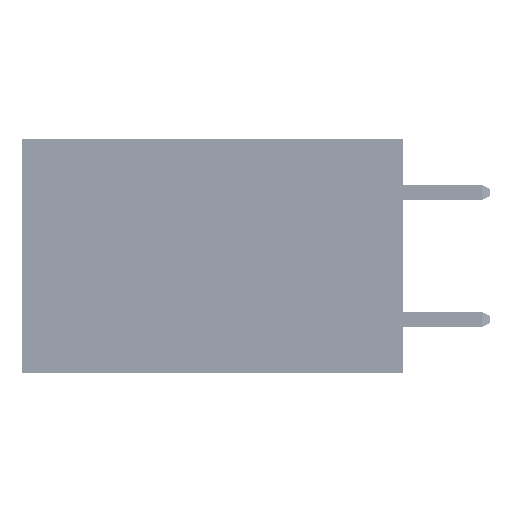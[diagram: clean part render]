
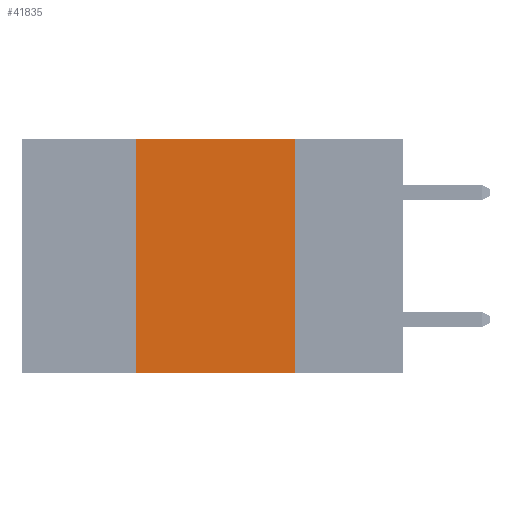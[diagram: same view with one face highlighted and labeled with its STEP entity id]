
A CAD part, left-side view. The second image highlights one B-rep face of the part: STEP entity #41835.
In plain terms, the highlighted planar face has unit normal (-1, 0, 0).
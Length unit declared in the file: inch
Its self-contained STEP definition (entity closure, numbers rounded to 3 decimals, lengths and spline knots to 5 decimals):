
#1268 = CARTESIAN_POINT ( 'NONE',  ( 0., 0.42, -0.37 ) ) ;
#3139 = PLANE ( 'NONE',  #34140 ) ;
#4762 = VECTOR ( 'NONE', #45884, 39.37008 ) ;
#6245 = CARTESIAN_POINT ( 'NONE',  ( 0., 0.17, -0.37 ) ) ;
#9237 = VERTEX_POINT ( 'NONE', #1268 ) ;
#10652 = EDGE_CURVE ( 'NONE', #9237, #14005, #15065, .T. ) ;
#11897 = CARTESIAN_POINT ( 'NONE',  ( 0., 0.6, -0.37 ) ) ;
#12610 = ORIENTED_EDGE ( 'NONE', *, *, #41802, .F. ) ;
#13138 = VECTOR ( 'NONE', #40206, 39.37008 ) ;
#13563 = VERTEX_POINT ( 'NONE', #19341 ) ;
#13807 = CARTESIAN_POINT ( 'NONE',  ( 0., 0.17, 0. ) ) ;
#14005 = VERTEX_POINT ( 'NONE', #6245 ) ;
#14621 = VECTOR ( 'NONE', #48659, 39.37008 ) ;
#14805 = DIRECTION ( 'NONE',  ( 0., 0., -1. ) ) ;
#15065 = LINE ( 'NONE', #11897, #4762 ) ;
#19341 = CARTESIAN_POINT ( 'NONE',  ( 0., 0.42, 0. ) ) ;
#22242 = CARTESIAN_POINT ( 'NONE',  ( 0., 0.42, 0. ) ) ;
#24662 = LINE ( 'NONE', #22242, #14621 ) ;
#25848 = FACE_OUTER_BOUND ( 'NONE', #41060, .T. ) ;
#27744 = VERTEX_POINT ( 'NONE', #37712 ) ;
#28519 = ORIENTED_EDGE ( 'NONE', *, *, #35199, .F. ) ;
#29116 = DIRECTION ( 'NONE',  ( 0., -1., 0. ) ) ;
#33568 = CARTESIAN_POINT ( 'NONE',  ( 0., 0.6, 0. ) ) ;
#34140 = AXIS2_PLACEMENT_3D ( 'NONE', #33568, #37386, #14805 ) ;
#35199 = EDGE_CURVE ( 'NONE', #13563, #27744, #45464, .T. ) ;
#37386 = DIRECTION ( 'NONE',  ( 1., 0., 0. ) ) ;
#37712 = CARTESIAN_POINT ( 'NONE',  ( 0., 0.17, 0. ) ) ;
#37901 = CARTESIAN_POINT ( 'NONE',  ( 0., 0.6, 0. ) ) ;
#38281 = EDGE_CURVE ( 'NONE', #27744, #14005, #40914, .T. ) ;
#38832 = ORIENTED_EDGE ( 'NONE', *, *, #38281, .F. ) ;
#39739 = ORIENTED_EDGE ( 'NONE', *, *, #10652, .T. ) ;
#40206 = DIRECTION ( 'NONE',  ( 0., 0., -1. ) ) ;
#40914 = LINE ( 'NONE', #13807, #13138 ) ;
#41060 = EDGE_LOOP ( 'NONE', ( #38832, #28519, #12610, #39739 ) ) ;
#41802 = EDGE_CURVE ( 'NONE', #9237, #13563, #24662, .T. ) ;
#41835 = ADVANCED_FACE ( 'NONE', ( #25848 ), #3139, .F. ) ;
#44294 = VECTOR ( 'NONE', #29116, 39.37008 ) ;
#45464 = LINE ( 'NONE', #37901, #44294 ) ;
#45884 = DIRECTION ( 'NONE',  ( 0., -1., 0. ) ) ;
#48659 = DIRECTION ( 'NONE',  ( 0., 0., 1. ) ) ;
